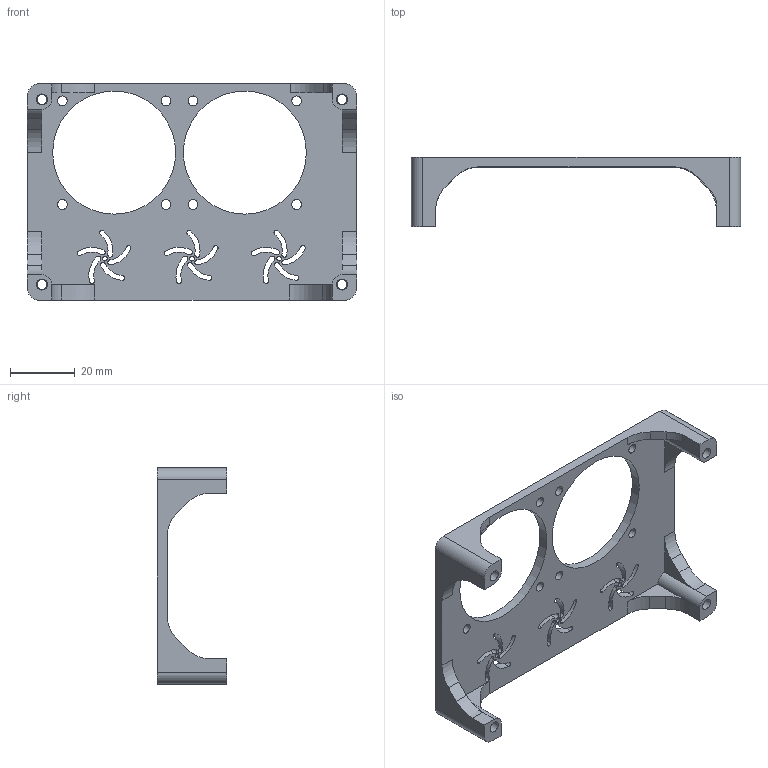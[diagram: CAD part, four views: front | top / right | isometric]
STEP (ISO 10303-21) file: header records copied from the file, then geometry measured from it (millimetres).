
FILE_DESCRIPTION(/* description */ (''),/* implementation_level */ '2;1');
FILE_NAME(/* name */ 'SAV case (V2).step',/* time_stamp */ '2017-03-01T20:34:16+01:00',/* author */ ('Rubén'),/* organization */ (''),/* preprocessor_version */ 'ST-DEVELOPER v15.2',/* originating_system */ 'Autodesk Inventor 2014',/* authorisation */ '');
FILE_SCHEMA (('AUTOMOTIVE_DESIGN { 1 0 10303 214 3 1 1 }'));
Length unit declared in the file: millimetre
Products named in the file (1): SAV case (V2)
Bounding box: 101.7 x 21.4 x 66.77 mm (x, y, z)
Volume: 17516.5 mm3; surface area: 14783.8 mm2
Topology: 1 solids, 1 shells, 143 faces, 413 edges, 272 vertices
Faces by surface type: cylinder 105, plane 34, cone 4
Full cylindrical faces by diameter (mm): 1.5 x3, 3 x12, 3.4 x4, 38 x2
Entity records: 4785 total; most frequent: DIRECTION 882, CARTESIAN_POINT 796, ORIENTED_EDGE 768, EDGE_CURVE 384, AXIS2_PLACEMENT_3D 354, VERTEX_POINT 268, EDGE_LOOP 232, CIRCLE 210
